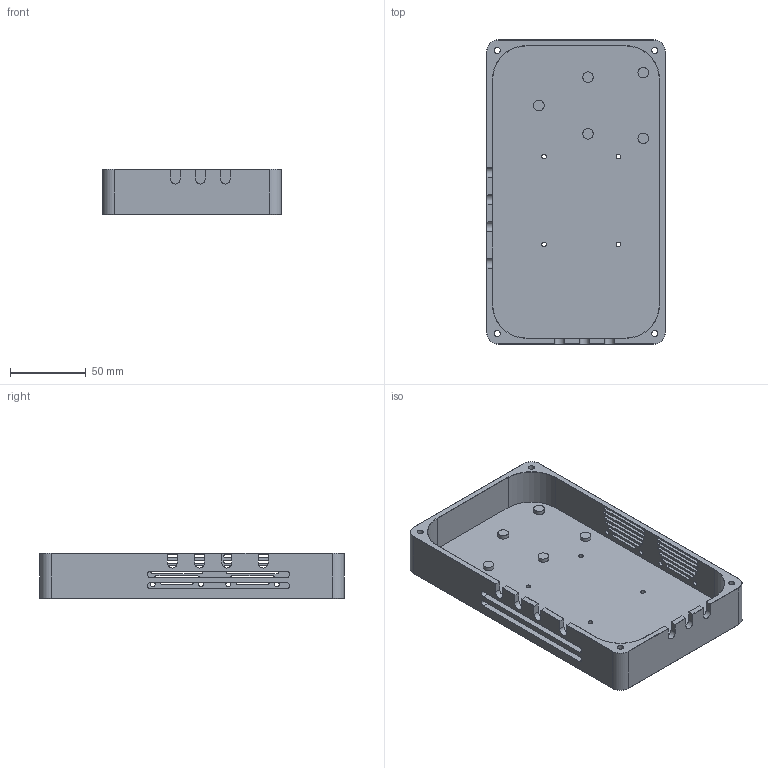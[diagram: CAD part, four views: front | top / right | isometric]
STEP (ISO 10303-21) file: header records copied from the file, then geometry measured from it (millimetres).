
FILE_DESCRIPTION(/* description */ (''),/* implementation_level */ '2;1');
FILE_NAME(/* name */ 'Bottom Half v1.step',/* time_stamp */ '2020-05-19T10:11:22-06:00',/* author */ (''),/* organization */ (''),/* preprocessor_version */ 'ST-DEVELOPER v18.1',/* originating_system */ 'Autodesk Translation Framework v9.3.0.1241',/* authorisation */ '');
FILE_SCHEMA (('AUTOMOTIVE_DESIGN { 1 0 10303 214 3 1 1 }'));
Length unit declared in the file: millimetre
Products named in the file (1): Bottom Half
Bounding box: 118 x 201 x 30 mm (x, y, z)
Volume: 190442.5 mm3; surface area: 83367.5 mm2
Topology: 1 solids, 1 shells, 170 faces, 453 edges, 294 vertices
Faces by surface type: plane 94, cylinder 64, cone 12
Full cylindrical faces by diameter (mm): 3 x4, 3.2 x4, 4 x4, 7 x9
Entity records: 5429 total; most frequent: DIRECTION 935, CARTESIAN_POINT 918, ORIENTED_EDGE 906, EDGE_CURVE 453, LINE 313, VECTOR 313, AXIS2_PLACEMENT_3D 311, VERTEX_POINT 294
